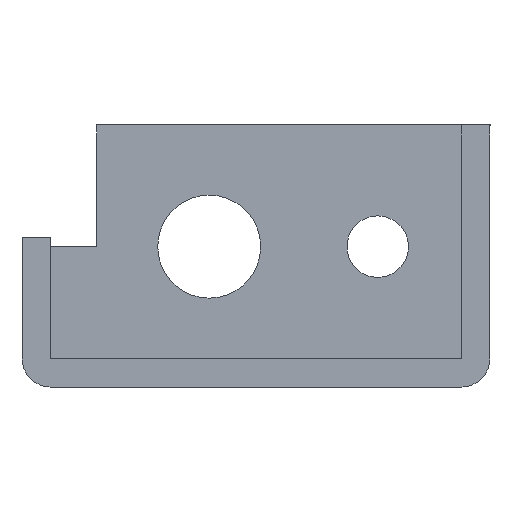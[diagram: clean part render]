
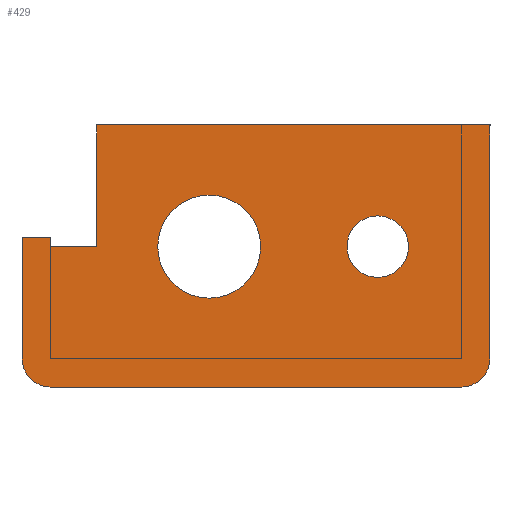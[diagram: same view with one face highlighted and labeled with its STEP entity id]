
A CAD part, left-side view. The second image highlights one B-rep face of the part: STEP entity #429.
In plain terms, the highlighted planar face has unit normal (-1, 0, 0).
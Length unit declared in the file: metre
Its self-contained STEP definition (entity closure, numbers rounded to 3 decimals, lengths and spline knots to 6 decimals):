
#20=CIRCLE('',#459,0.0015);
#22=CIRCLE('',#463,0.0015);
#26=CIRCLE('',#471,0.00165);
#27=CIRCLE('',#472,0.00275);
#98=ORIENTED_EDGE('',*,*,#192,.F.);
#99=ORIENTED_EDGE('',*,*,#193,.F.);
#100=ORIENTED_EDGE('',*,*,#194,.F.);
#101=ORIENTED_EDGE('',*,*,#161,.T.);
#102=ORIENTED_EDGE('',*,*,#186,.T.);
#103=ORIENTED_EDGE('',*,*,#183,.F.);
#104=ORIENTED_EDGE('',*,*,#180,.F.);
#105=ORIENTED_EDGE('',*,*,#177,.F.);
#106=ORIENTED_EDGE('',*,*,#174,.F.);
#107=ORIENTED_EDGE('',*,*,#171,.F.);
#108=ORIENTED_EDGE('',*,*,#164,.F.);
#109=ORIENTED_EDGE('',*,*,#195,.F.);
#161=EDGE_CURVE('',#216,#215,#257,.T.);
#164=EDGE_CURVE('',#218,#219,#260,.T.);
#171=EDGE_CURVE('',#219,#224,#267,.T.);
#174=EDGE_CURVE('',#224,#226,#20,.T.);
#177=EDGE_CURVE('',#226,#228,#271,.T.);
#180=EDGE_CURVE('',#228,#230,#22,.T.);
#183=EDGE_CURVE('',#230,#232,#275,.T.);
#186=EDGE_CURVE('',#215,#232,#278,.T.);
#192=EDGE_CURVE('',#237,#237,#26,.T.);
#193=EDGE_CURVE('',#238,#238,#27,.T.);
#194=EDGE_CURVE('',#216,#239,#282,.T.);
#195=EDGE_CURVE('',#239,#218,#283,.T.);
#215=VERTEX_POINT('',#625);
#216=VERTEX_POINT('',#627);
#218=VERTEX_POINT('',#633);
#219=VERTEX_POINT('',#634);
#224=VERTEX_POINT('',#647);
#226=VERTEX_POINT('',#653);
#228=VERTEX_POINT('',#659);
#230=VERTEX_POINT('',#665);
#232=VERTEX_POINT('',#671);
#237=VERTEX_POINT('',#688);
#238=VERTEX_POINT('',#690);
#239=VERTEX_POINT('',#692);
#257=LINE('',#626,#301);
#260=LINE('',#632,#304);
#267=LINE('',#646,#311);
#271=LINE('',#658,#315);
#275=LINE('',#670,#319);
#278=LINE('',#676,#322);
#282=LINE('',#691,#326);
#283=LINE('',#693,#327);
#301=VECTOR('',#506,1.);
#304=VECTOR('',#511,1.);
#311=VECTOR('',#520,1.);
#315=VECTOR('',#532,1.);
#319=VECTOR('',#544,1.);
#322=VECTOR('',#549,1.);
#326=VECTOR('',#565,1.);
#327=VECTOR('',#566,1.);
#347=EDGE_LOOP('',(#98));
#348=EDGE_LOOP('',(#99));
#349=EDGE_LOOP('',(#100,#101,#102,#103,#104,#105,#106,#107,#108,#109));
#381=FACE_BOUND('',#347,.T.);
#382=FACE_BOUND('',#348,.T.);
#383=FACE_BOUND('',#349,.T.);
#411=PLANE('',#470);
#429=ADVANCED_FACE('',(#381,#382,#383),#411,.F.);
#459=AXIS2_PLACEMENT_3D('',#652,#525,#526);
#463=AXIS2_PLACEMENT_3D('',#664,#537,#538);
#470=AXIS2_PLACEMENT_3D('',#686,#559,#560);
#471=AXIS2_PLACEMENT_3D('',#687,#561,#562);
#472=AXIS2_PLACEMENT_3D('',#689,#563,#564);
#506=DIRECTION('',(0.,0.,1.));
#511=DIRECTION('',(0.,-1.,0.));
#520=DIRECTION('',(0.,0.,-1.));
#525=DIRECTION('',(1.,0.,0.));
#526=DIRECTION('',(0.,0.,-1.));
#532=DIRECTION('',(0.,1.,0.));
#537=DIRECTION('',(1.,0.,0.));
#538=DIRECTION('',(0.,0.,-1.));
#544=DIRECTION('',(0.,0.,1.));
#549=DIRECTION('',(0.,1.,0.));
#559=DIRECTION('',(1.,0.,0.));
#560=DIRECTION('',(0.,1.,0.));
#561=DIRECTION('',(-1.,0.,0.));
#562=DIRECTION('',(0.,0.,1.));
#563=DIRECTION('',(-1.,0.,0.));
#564=DIRECTION('',(0.,0.,1.));
#565=DIRECTION('',(0.,-1.,0.));
#566=DIRECTION('',(0.,0.,1.));
#625=CARTESIAN_POINT('',(0.,0.036,0.0985));
#626=CARTESIAN_POINT('',(0.,0.036,0.09825));
#627=CARTESIAN_POINT('',(0.,0.036,0.098));
#632=CARTESIAN_POINT('',(0.,0.01325,0.1045));
#633=CARTESIAN_POINT('',(0.,0.0335,0.1045));
#634=CARTESIAN_POINT('',(0.,0.0125,0.1045));
#646=CARTESIAN_POINT('',(0.,0.0125,0.09825));
#647=CARTESIAN_POINT('',(0.,0.0125,0.092));
#652=CARTESIAN_POINT('',(0.,0.014,0.092));
#653=CARTESIAN_POINT('',(0.,0.014,0.0905));
#658=CARTESIAN_POINT('',(0.,0.025,0.0905));
#659=CARTESIAN_POINT('',(0.,0.036,0.0905));
#664=CARTESIAN_POINT('',(0.,0.036,0.092));
#665=CARTESIAN_POINT('',(0.,0.0375,0.092));
#670=CARTESIAN_POINT('',(0.,0.0375,0.09525));
#671=CARTESIAN_POINT('',(0.,0.0375,0.0985));
#676=CARTESIAN_POINT('',(0.,0.03675,0.0985));
#686=CARTESIAN_POINT('',(0.,0.2125,0.25));
#687=CARTESIAN_POINT('',(0.,0.0185,0.098));
#688=CARTESIAN_POINT('',(0.,0.0185,0.09965));
#689=CARTESIAN_POINT('',(0.,0.0275,0.098));
#690=CARTESIAN_POINT('',(0.,0.0275,0.10075));
#691=CARTESIAN_POINT('',(0.,0.03475,0.098));
#692=CARTESIAN_POINT('',(0.,0.0335,0.098));
#693=CARTESIAN_POINT('',(0.,0.0335,0.10125));
